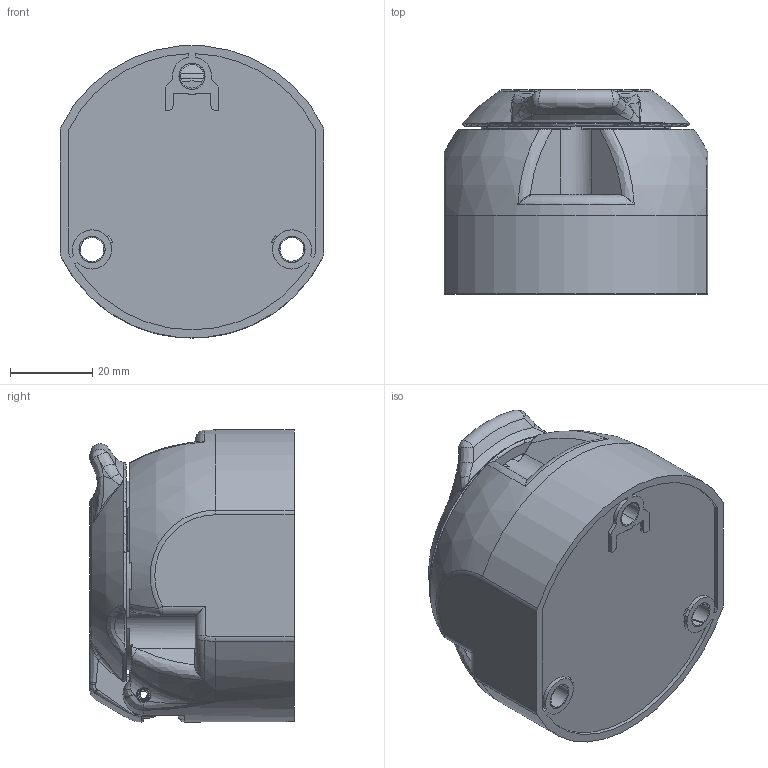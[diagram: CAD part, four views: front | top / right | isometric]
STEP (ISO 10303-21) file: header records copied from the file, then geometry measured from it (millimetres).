
FILE_DESCRIPTION((''),'2;1');
FILE_NAME('T380188_SW0001','2020-11-11T10:58:21',('teru'),(''),'CREO PARAMETRIC BY PTC INC, 2017380','CREO PARAMETRIC BY PTC INC, 2017380','');
FILE_SCHEMA(('CONFIG_CONTROL_DESIGN'));
Length unit declared in the file: millimetre
Products named in the file (1): T380188_SW0001
Bounding box: 64 x 49.51 x 70.87 mm (x, y, z)
Volume: 151169.4 mm3; surface area: 27829.7 mm2
Topology: 1 solids, 1 shells, 610 faces, 1584 edges, 971 vertices
Faces by surface type: plane 161, cylinder 156, bspline 134, torus 102, cone 34, sphere 23
Entity records: 26241 total; most frequent: CARTESIAN_POINT 12146, ORIENTED_EDGE 3160, DIRECTION 2758, EDGE_CURVE 1580, AXIS2_PLACEMENT_3D 1117, VERTEX_POINT 971, CIRCLE 641, EDGE_LOOP 631
